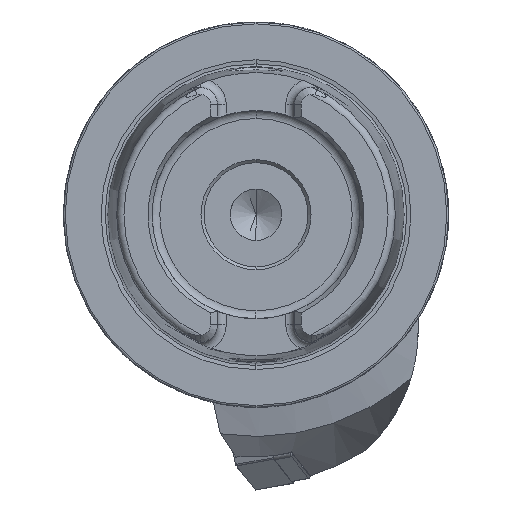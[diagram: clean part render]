
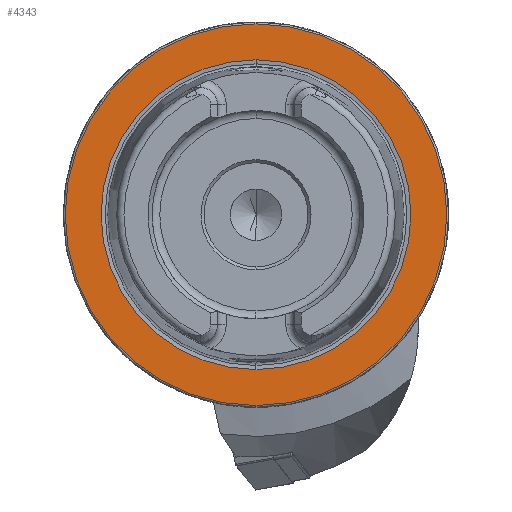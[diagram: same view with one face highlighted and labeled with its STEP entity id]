
A CAD part, left-side view. The second image highlights one B-rep face of the part: STEP entity #4343.
In plain terms, the highlighted planar face has unit normal (-1, 0, 0).
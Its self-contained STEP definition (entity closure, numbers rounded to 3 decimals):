
#1776 = DIRECTION ( 'NONE',  ( 0., 0., -1. ) ) ;
#1812 = PLANE ( 'NONE',  #7191 ) ;
#1817 = CARTESIAN_POINT ( 'NONE',  ( 0., 31.2, 0. ) ) ;
#2204 = DIRECTION ( 'NONE',  ( 1., 0., 0. ) ) ;
#3772 = CARTESIAN_POINT ( 'NONE',  ( 0., 0., -31.2 ) ) ;
#3797 = CARTESIAN_POINT ( 'NONE',  ( 0., 0., -25.324 ) ) ;
#3873 = CARTESIAN_POINT ( 'NONE',  ( 0., 0., 25.324 ) ) ;
#3886 = CARTESIAN_POINT ( 'NONE',  ( 0., 0., 31.2 ) ) ;
#4343 = ADVANCED_FACE ( 'NONE', ( #6725, #6719 ), #1812, .F. ) ;
#5722 = VERTEX_POINT ( 'NONE', #3797 ) ;
#5728 = VERTEX_POINT ( 'NONE', #3873 ) ;
#5730 = VERTEX_POINT ( 'NONE', #3886 ) ;
#5731 = VERTEX_POINT ( 'NONE', #3772 ) ;
#5945 = ORIENTED_EDGE ( 'NONE', *, *, #12802, .F. ) ;
#5946 = ORIENTED_EDGE ( 'NONE', *, *, #13484, .F. ) ;
#5947 = ORIENTED_EDGE ( 'NONE', *, *, #13481, .T. ) ;
#5948 = ORIENTED_EDGE ( 'NONE', *, *, #12804, .T. ) ;
#6719 = FACE_OUTER_BOUND ( 'NONE', #7028, .T. ) ;
#6725 = FACE_BOUND ( 'NONE', #7033, .T. ) ;
#7028 = EDGE_LOOP ( 'NONE', ( #5947, #5948 ) ) ;
#7033 = EDGE_LOOP ( 'NONE', ( #5945, #5946 ) ) ;
#7191 = AXIS2_PLACEMENT_3D ( 'NONE', #1817, #2204, #1776 ) ;
#7896 = AXIS2_PLACEMENT_3D ( 'NONE', #9662, #9663, #9664 ) ;
#7900 = AXIS2_PLACEMENT_3D ( 'NONE', #9668, #9669, #9670 ) ;
#9662 = CARTESIAN_POINT ( 'NONE',  ( 0., 0., 0. ) ) ;
#9663 = DIRECTION ( 'NONE',  ( -1., 0., 0. ) ) ;
#9664 = DIRECTION ( 'NONE',  ( 0., 0., 1. ) ) ;
#9668 = CARTESIAN_POINT ( 'NONE',  ( 0., 0., 0. ) ) ;
#9669 = DIRECTION ( 'NONE',  ( -1., 0., 0. ) ) ;
#9670 = DIRECTION ( 'NONE',  ( 0., 0., 1. ) ) ;
#10320 = CIRCLE ( 'NONE', #7896, 25.324 ) ;
#10322 = CIRCLE ( 'NONE', #7900, 31.2 ) ;
#10729 = CIRCLE ( 'NONE', #11901, 31.2 ) ;
#10739 = CIRCLE ( 'NONE', #11903, 25.324 ) ;
#11312 = CARTESIAN_POINT ( 'NONE',  ( 0., 0., 0. ) ) ;
#11313 = DIRECTION ( 'NONE',  ( -1., 0., 0. ) ) ;
#11314 = DIRECTION ( 'NONE',  ( 0., 0., 1. ) ) ;
#11318 = CARTESIAN_POINT ( 'NONE',  ( 0., 0., 0. ) ) ;
#11319 = DIRECTION ( 'NONE',  ( -1., 0., 0. ) ) ;
#11320 = DIRECTION ( 'NONE',  ( 0., 0., 1. ) ) ;
#11901 = AXIS2_PLACEMENT_3D ( 'NONE', #11312, #11313, #11314 ) ;
#11903 = AXIS2_PLACEMENT_3D ( 'NONE', #11318, #11319, #11320 ) ;
#12802 = EDGE_CURVE ( 'NONE', #5728, #5722, #10320, .T. ) ;
#12804 = EDGE_CURVE ( 'NONE', #5731, #5730, #10322, .T. ) ;
#13481 = EDGE_CURVE ( 'NONE', #5730, #5731, #10729, .T. ) ;
#13484 = EDGE_CURVE ( 'NONE', #5722, #5728, #10739, .T. ) ;
